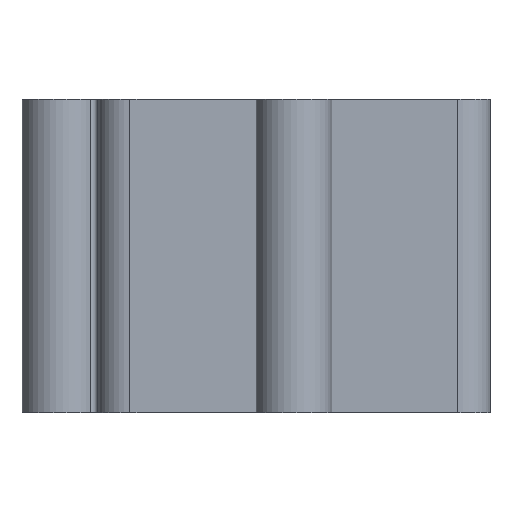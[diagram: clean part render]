
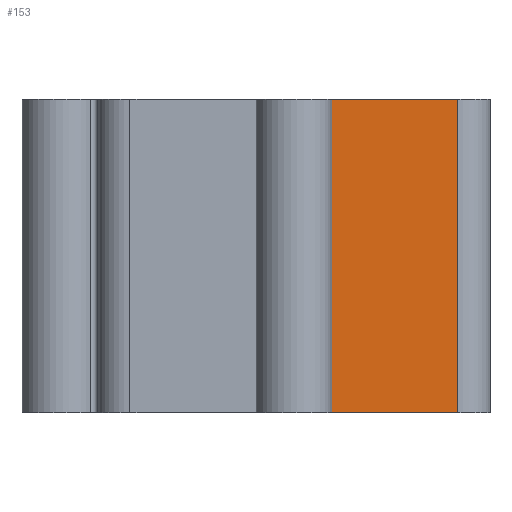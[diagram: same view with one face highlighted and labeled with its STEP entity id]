
A CAD part, left-side view. The second image highlights one B-rep face of the part: STEP entity #153.
In plain terms, the highlighted planar face has unit normal (-1, 0, 0).
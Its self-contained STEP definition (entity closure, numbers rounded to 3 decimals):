
#153 = ADVANCED_FACE( '', ( #350 ), #351, .F. );
#350 = FACE_OUTER_BOUND( '', #587, .T. );
#351 = PLANE( '', #588 );
#587 = EDGE_LOOP( '', ( #1007, #1008, #1009, #1010 ) );
#588 = AXIS2_PLACEMENT_3D( '', #1011, #1012, #1013 );
#1007 = ORIENTED_EDGE( '', *, *, #1525, .T. );
#1008 = ORIENTED_EDGE( '', *, *, #1617, .F. );
#1009 = ORIENTED_EDGE( '', *, *, #1618, .F. );
#1010 = ORIENTED_EDGE( '', *, *, #1487, .T. );
#1011 = CARTESIAN_POINT( '', ( -16.5, 8.757, 8. ) );
#1012 = DIRECTION( '', ( 1., 0., 0. ) );
#1013 = DIRECTION( '', ( 0., 0., -1. ) );
#1487 = EDGE_CURVE( '', #1797, #1794, #1798, .T. );
#1525 = EDGE_CURVE( '', #1794, #1861, #1863, .T. );
#1617 = EDGE_CURVE( '', #2014, #1861, #2015, .T. );
#1618 = EDGE_CURVE( '', #1797, #2014, #2016, .T. );
#1794 = VERTEX_POINT( '', #2239 );
#1797 = VERTEX_POINT( '', #2242 );
#1798 = LINE( '', #2243, #2244 );
#1861 = VERTEX_POINT( '', #2326 );
#1863 = LINE( '', #2328, #2329 );
#2014 = VERTEX_POINT( '', #2649 );
#2015 = LINE( '', #2650, #2651 );
#2016 = LINE( '', #2652, #2653 );
#2239 = CARTESIAN_POINT( '', ( -16.5, 8.757, -8. ) );
#2242 = CARTESIAN_POINT( '', ( -16.5, 8.757, 8. ) );
#2243 = CARTESIAN_POINT( '', ( -16.5, 8.757, 8. ) );
#2244 = VECTOR( '', #3022, 1000. );
#2326 = CARTESIAN_POINT( '', ( -16.5, 1.65, -8. ) );
#2328 = CARTESIAN_POINT( '', ( -16.5, 8.757, -8. ) );
#2329 = VECTOR( '', #3075, 1000. );
#2649 = CARTESIAN_POINT( '', ( -16.5, 1.65, 8. ) );
#2650 = CARTESIAN_POINT( '', ( -16.5, 1.65, 8. ) );
#2651 = VECTOR( '', #3212, 1000. );
#2652 = CARTESIAN_POINT( '', ( -16.5, 8.757, 8. ) );
#2653 = VECTOR( '', #3213, 1000. );
#3022 = DIRECTION( '', ( 0., 0., -1. ) );
#3075 = DIRECTION( '', ( 0., -1., 0. ) );
#3212 = DIRECTION( '', ( 0., 0., -1. ) );
#3213 = DIRECTION( '', ( 0., -1., 0. ) );
